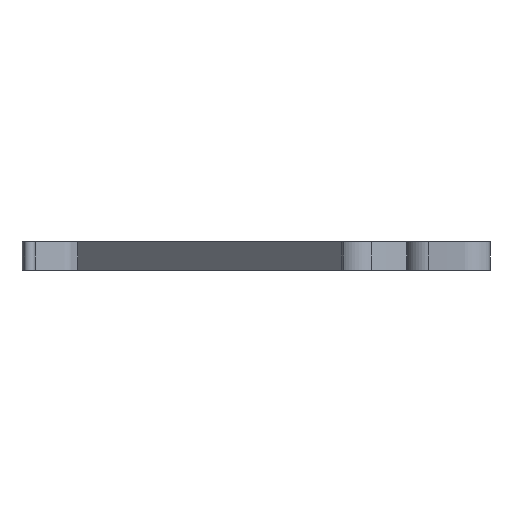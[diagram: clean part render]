
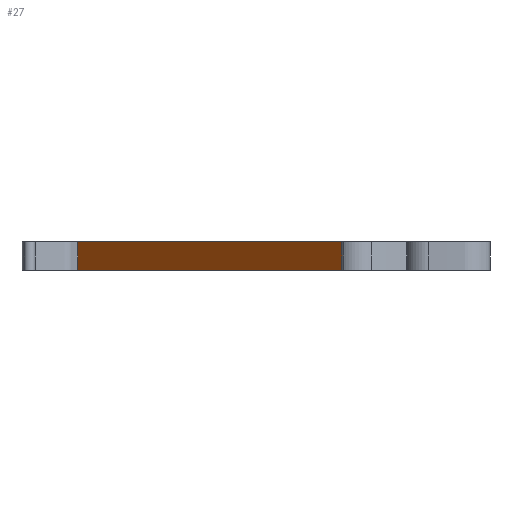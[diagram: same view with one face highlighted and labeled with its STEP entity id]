
A CAD part, left-side view. The second image highlights one B-rep face of the part: STEP entity #27.
In plain terms, the highlighted planar face has unit normal (-0.643, 0.766, 0).
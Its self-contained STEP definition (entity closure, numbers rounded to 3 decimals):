
#27=ADVANCED_FACE($,(#44),#220,.T.);
#44=FACE_OUTER_BOUND($,#61,.T.);
#61=EDGE_LOOP($,(#133,#134,#135,#136));
#133=ORIENTED_EDGE($,*,*,#141,.F.);
#134=ORIENTED_EDGE($,*,*,#143,.T.);
#135=ORIENTED_EDGE($,*,*,#144,.T.);
#136=ORIENTED_EDGE($,*,*,#176,.F.);
#141=EDGE_CURVE($,#180,#193,#243,.T.);
#143=EDGE_CURVE($,#180,#182,#244,.T.);
#144=EDGE_CURVE($,#182,#203,#245,.T.);
#176=EDGE_CURVE($,#193,#203,#258,.T.);
#180=VERTEX_POINT($,#852);
#182=VERTEX_POINT($,#854);
#193=VERTEX_POINT($,#865);
#203=VERTEX_POINT($,#875);
#220=PLANE($,#351);
#243=B_SPLINE_CURVE_WITH_KNOTS($,1,(#362,#363),.UNSPECIFIED.,.F.,.F.,(2,
2),(25.827,67.213),.UNSPECIFIED.);
#244=B_SPLINE_CURVE_WITH_KNOTS($,1,(#377,#378),.UNSPECIFIED.,.F.,.F.,(2,
2),(0.,4.),.UNSPECIFIED.);
#245=B_SPLINE_CURVE_WITH_KNOTS($,1,(#379,#380),.UNSPECIFIED.,.F.,.F.,(2,
2),(25.827,67.213),.UNSPECIFIED.);
#258=B_SPLINE_CURVE_WITH_KNOTS($,1,(#596,#597),.UNSPECIFIED.,.F.,.F.,(2,
2),(0.,4.),.UNSPECIFIED.);
#351=AXIS2_PLACEMENT_3D($,#833,#358,$);
#358=DIRECTION($,(-0.643,0.766,0.));
#362=CARTESIAN_POINT($,(45.206,11.133,-4.));
#363=CARTESIAN_POINT($,(97.757,55.228,-4.));
#377=CARTESIAN_POINT($,(45.206,11.133,-4.));
#378=CARTESIAN_POINT($,(45.206,11.133,0.));
#379=CARTESIAN_POINT($,(45.206,11.133,0.));
#380=CARTESIAN_POINT($,(97.757,55.228,0.));
#596=CARTESIAN_POINT($,(97.757,55.228,-4.));
#597=CARTESIAN_POINT($,(97.757,55.228,0.));
#833=CARTESIAN_POINT($,(97.757,55.228,-4.));
#852=CARTESIAN_POINT($,(45.206,11.133,-4.));
#854=CARTESIAN_POINT($,(45.206,11.133,0.));
#865=CARTESIAN_POINT($,(97.757,55.228,-4.));
#875=CARTESIAN_POINT($,(97.757,55.228,0.));
